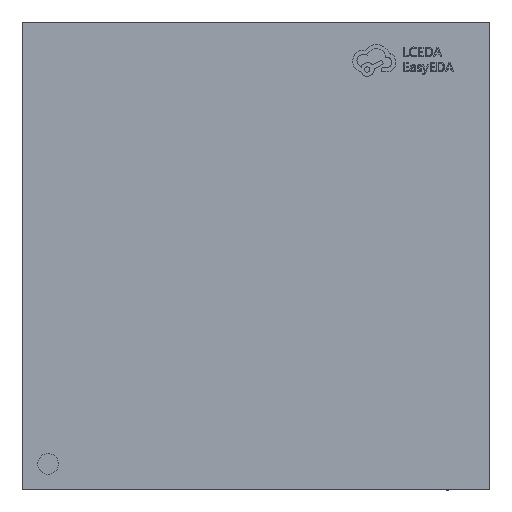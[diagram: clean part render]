
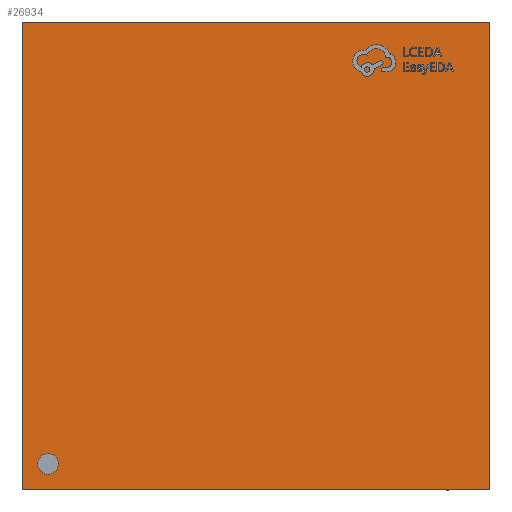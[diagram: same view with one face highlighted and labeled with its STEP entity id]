
A CAD part, top view. The second image highlights one B-rep face of the part: STEP entity #26934.
In plain terms, the highlighted planar face has unit normal (0, 0, 1).
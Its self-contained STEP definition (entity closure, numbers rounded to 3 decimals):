
#63 = VECTOR ( 'NONE', #8243, 1000. ) ;
#386 = DIRECTION ( 'NONE',  ( 0., 1., 0. ) ) ;
#1506 = DIRECTION ( 'NONE',  ( 0., -1., 0. ) ) ;
#1654 = VERTEX_POINT ( 'NONE', #24010 ) ;
#5847 = DIRECTION ( 'NONE',  ( 0., 0., -1. ) ) ;
#6352 = VERTEX_POINT ( 'NONE', #21091 ) ;
#6483 = VERTEX_POINT ( 'NONE', #24510 ) ;
#6946 = CARTESIAN_POINT ( 'NONE',  ( -4.5, 4.5, 0.83 ) ) ;
#7891 = CARTESIAN_POINT ( 'NONE',  ( 4.5, 4.5, 0.83 ) ) ;
#7970 = ORIENTED_EDGE ( 'NONE', *, *, #9721, .F. ) ;
#8040 = VERTEX_POINT ( 'NONE', #27392 ) ;
#8243 = DIRECTION ( 'NONE',  ( 1., 0., 0. ) ) ;
#8707 = LINE ( 'NONE', #37333, #35634 ) ;
#9721 = EDGE_CURVE ( 'NONE', #6352, #1654, #32449, .T. ) ;
#10389 = CARTESIAN_POINT ( 'NONE',  ( -4., -4., 0.83 ) ) ;
#10495 = EDGE_CURVE ( 'NONE', #31548, #8040, #15874, .T. ) ;
#10758 = EDGE_CURVE ( 'NONE', #6483, #31548, #19086, .T. ) ;
#11141 = CARTESIAN_POINT ( 'NONE',  ( 4.5, -4.5, 0.83 ) ) ;
#12896 = AXIS2_PLACEMENT_3D ( 'NONE', #19692, #5847, #19502 ) ;
#13151 = EDGE_CURVE ( 'NONE', #1654, #6352, #14872, .T. ) ;
#13636 = PLANE ( 'NONE',  #12896 ) ;
#14481 = VECTOR ( 'NONE', #1506, 1000. ) ;
#14872 = CIRCLE ( 'NONE', #17903, 0.2 ) ;
#15874 = LINE ( 'NONE', #27441, #14481 ) ;
#16602 = EDGE_CURVE ( 'NONE', #29011, #6483, #8707, .T. ) ;
#17903 = AXIS2_PLACEMENT_3D ( 'NONE', #23661, #35215, #21524 ) ;
#18446 = AXIS2_PLACEMENT_3D ( 'NONE', #10389, #18904, #33755 ) ;
#18904 = DIRECTION ( 'NONE',  ( 0., 0., 1. ) ) ;
#19086 = LINE ( 'NONE', #7891, #26052 ) ;
#19502 = DIRECTION ( 'NONE',  ( 0., -1., 0. ) ) ;
#19692 = CARTESIAN_POINT ( 'NONE',  ( 0., 0., 0.83 ) ) ;
#20959 = EDGE_LOOP ( 'NONE', ( #21732, #7970 ) ) ;
#21091 = CARTESIAN_POINT ( 'NONE',  ( -4., -4.2, 0.83 ) ) ;
#21524 = DIRECTION ( 'NONE',  ( 0., 1., 0. ) ) ;
#21732 = ORIENTED_EDGE ( 'NONE', *, *, #13151, .F. ) ;
#22515 = DIRECTION ( 'NONE',  ( -1., 0., 0. ) ) ;
#22667 = CARTESIAN_POINT ( 'NONE',  ( 4.5, -4.5, 0.83 ) ) ;
#23661 = CARTESIAN_POINT ( 'NONE',  ( -4., -4., 0.83 ) ) ;
#24010 = CARTESIAN_POINT ( 'NONE',  ( -4., -3.8, 0.83 ) ) ;
#24510 = CARTESIAN_POINT ( 'NONE',  ( 4.5, 4.5, 0.83 ) ) ;
#26052 = VECTOR ( 'NONE', #22515, 1000. ) ;
#26391 = ORIENTED_EDGE ( 'NONE', *, *, #28304, .T. ) ;
#26934 = ADVANCED_FACE ( 'NONE', ( #27480, #28057 ), #13636, .F. ) ;
#27392 = CARTESIAN_POINT ( 'NONE',  ( -4.5, -4.5, 0.83 ) ) ;
#27441 = CARTESIAN_POINT ( 'NONE',  ( -4.5, -4.5, 0.83 ) ) ;
#27480 = FACE_BOUND ( 'NONE', #20959, .T. ) ;
#28057 = FACE_OUTER_BOUND ( 'NONE', #28800, .T. ) ;
#28304 = EDGE_CURVE ( 'NONE', #8040, #29011, #37041, .T. ) ;
#28800 = EDGE_LOOP ( 'NONE', ( #33010, #33864, #26391, #34951 ) ) ;
#29011 = VERTEX_POINT ( 'NONE', #11141 ) ;
#31548 = VERTEX_POINT ( 'NONE', #6946 ) ;
#32449 = CIRCLE ( 'NONE', #18446, 0.2 ) ;
#33010 = ORIENTED_EDGE ( 'NONE', *, *, #10758, .T. ) ;
#33755 = DIRECTION ( 'NONE',  ( 0., 1., 0. ) ) ;
#33864 = ORIENTED_EDGE ( 'NONE', *, *, #10495, .T. ) ;
#34951 = ORIENTED_EDGE ( 'NONE', *, *, #16602, .T. ) ;
#35215 = DIRECTION ( 'NONE',  ( 0., 0., 1. ) ) ;
#35634 = VECTOR ( 'NONE', #386, 1000. ) ;
#37041 = LINE ( 'NONE', #22667, #63 ) ;
#37333 = CARTESIAN_POINT ( 'NONE',  ( 4.5, -4.5, 0.83 ) ) ;
